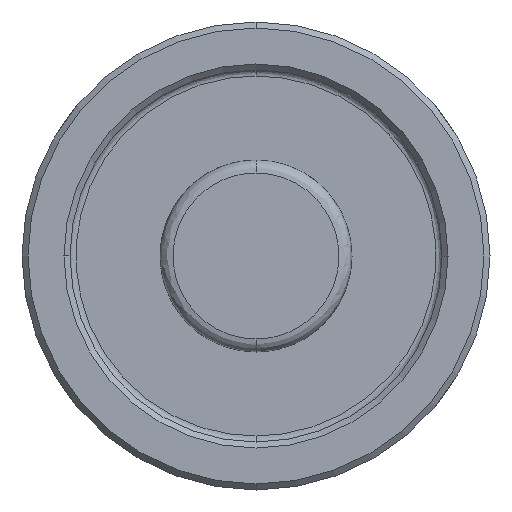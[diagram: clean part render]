
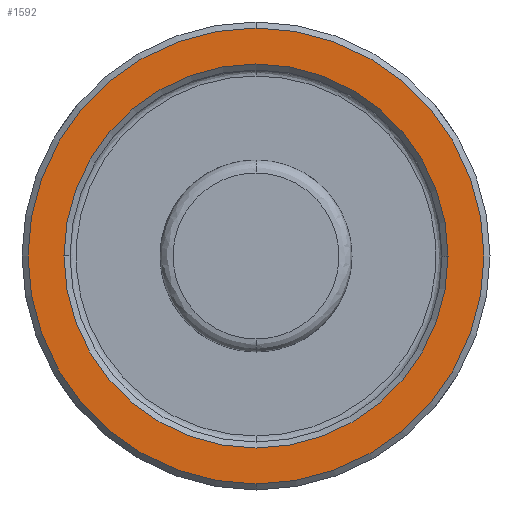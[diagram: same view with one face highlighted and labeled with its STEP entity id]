
A CAD part, front view. The second image highlights one B-rep face of the part: STEP entity #1592.
In plain terms, the highlighted planar face has unit normal (0, -1, 0).
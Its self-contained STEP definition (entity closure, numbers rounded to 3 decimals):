
#93 = EDGE_CURVE ( 'NONE', #1556, #811, #806, .T. ) ;
#189 = AXIS2_PLACEMENT_3D ( 'NONE', #1764, #1763, #1761 ) ;
#305 = CIRCLE ( 'NONE', #846, 16. ) ;
#311 = FACE_OUTER_BOUND ( 'NONE', #821, .T. ) ;
#344 = FACE_BOUND ( 'NONE', #351, .T. ) ;
#351 = EDGE_LOOP ( 'NONE', ( #492, #1543 ) ) ;
#360 = ORIENTED_EDGE ( 'NONE', *, *, #669, .F. ) ;
#397 = CARTESIAN_POINT ( 'NONE',  ( -16., 0., 0. ) ) ;
#434 = VERTEX_POINT ( 'NONE', #397 ) ;
#492 = ORIENTED_EDGE ( 'NONE', *, *, #688, .T. ) ;
#651 = ORIENTED_EDGE ( 'NONE', *, *, #93, .F. ) ;
#669 = EDGE_CURVE ( 'NONE', #811, #1556, #724, .T. ) ;
#688 = EDGE_CURVE ( 'NONE', #767, #434, #305, .T. ) ;
#724 = CIRCLE ( 'NONE', #189, 19. ) ;
#767 = VERTEX_POINT ( 'NONE', #1431 ) ;
#806 = CIRCLE ( 'NONE', #1496, 19. ) ;
#811 = VERTEX_POINT ( 'NONE', #1403 ) ;
#821 = EDGE_LOOP ( 'NONE', ( #651, #360 ) ) ;
#829 = DIRECTION ( 'NONE',  ( 0., 0., -1. ) ) ;
#834 = DIRECTION ( 'NONE',  ( 0., -1., 0. ) ) ;
#838 = PLANE ( 'NONE',  #1590 ) ;
#846 = AXIS2_PLACEMENT_3D ( 'NONE', #1742, #1741, #1740 ) ;
#863 = EDGE_CURVE ( 'NONE', #434, #767, #1084, .T. ) ;
#889 = DIRECTION ( 'NONE',  ( 0., 0., 1. ) ) ;
#1084 = CIRCLE ( 'NONE', #1610, 16. ) ;
#1163 = DIRECTION ( 'NONE',  ( 0., 1., 0. ) ) ;
#1172 = CARTESIAN_POINT ( 'NONE',  ( 0., 0., 0. ) ) ;
#1363 = DIRECTION ( 'NONE',  ( 1., 0., 0. ) ) ;
#1365 = DIRECTION ( 'NONE',  ( 0., 1., 0. ) ) ;
#1366 = CARTESIAN_POINT ( 'NONE',  ( 0., 0., 0. ) ) ;
#1373 = CARTESIAN_POINT ( 'NONE',  ( -15.5, 0., 0. ) ) ;
#1403 = CARTESIAN_POINT ( 'NONE',  ( 0., 0., -19. ) ) ;
#1431 = CARTESIAN_POINT ( 'NONE',  ( 16., 0., 0. ) ) ;
#1496 = AXIS2_PLACEMENT_3D ( 'NONE', #1172, #1163, #889 ) ;
#1513 = CARTESIAN_POINT ( 'NONE',  ( 0., 0., 19. ) ) ;
#1543 = ORIENTED_EDGE ( 'NONE', *, *, #863, .T. ) ;
#1556 = VERTEX_POINT ( 'NONE', #1513 ) ;
#1590 = AXIS2_PLACEMENT_3D ( 'NONE', #1373, #834, #829 ) ;
#1592 = ADVANCED_FACE ( 'NONE', ( #311, #344 ), #838, .T. ) ;
#1610 = AXIS2_PLACEMENT_3D ( 'NONE', #1366, #1365, #1363 ) ;
#1740 = DIRECTION ( 'NONE',  ( 1., 0., 0. ) ) ;
#1741 = DIRECTION ( 'NONE',  ( 0., 1., 0. ) ) ;
#1742 = CARTESIAN_POINT ( 'NONE',  ( 0., 0., 0. ) ) ;
#1761 = DIRECTION ( 'NONE',  ( 0., 0., 1. ) ) ;
#1763 = DIRECTION ( 'NONE',  ( 0., 1., 0. ) ) ;
#1764 = CARTESIAN_POINT ( 'NONE',  ( 0., 0., 0. ) ) ;
